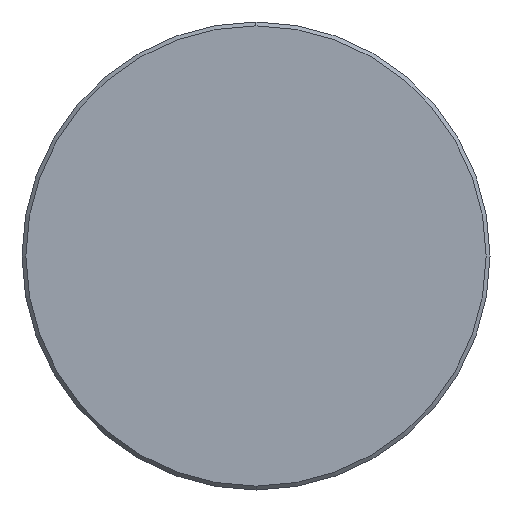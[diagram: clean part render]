
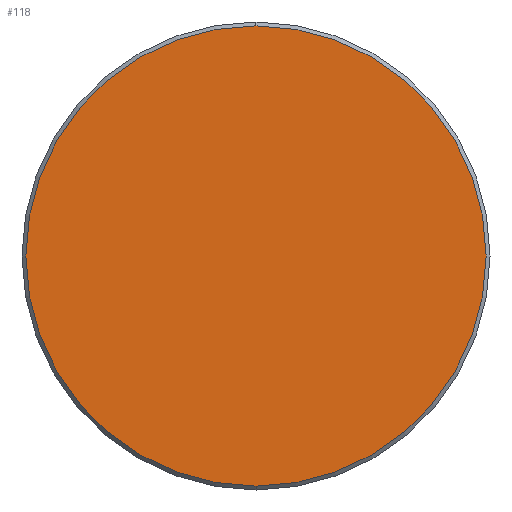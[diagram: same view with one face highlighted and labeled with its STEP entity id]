
A CAD part, left-side view. The second image highlights one B-rep face of the part: STEP entity #118.
In plain terms, the highlighted planar face has unit normal (-1, 0, 0).
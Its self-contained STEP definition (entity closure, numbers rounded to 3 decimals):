
#19 = AXIS2_PLACEMENT_3D ( 'NONE', #409, #163, #120 ) ;
#33 = AXIS2_PLACEMENT_3D ( 'NONE', #114, #544, #169 ) ;
#60 = VERTEX_POINT ( 'NONE', #505 ) ;
#62 = EDGE_CURVE ( 'NONE', #60, #532, #414, .T. ) ;
#97 = CIRCLE ( 'NONE', #240, 17.7 ) ;
#114 = CARTESIAN_POINT ( 'NONE',  ( 0., 0., 0. ) ) ;
#118 = ADVANCED_FACE ( 'NONE', ( #522 ), #549, .F. ) ;
#120 = DIRECTION ( 'NONE',  ( 0., 0., -1. ) ) ;
#121 = EDGE_LOOP ( 'NONE', ( #172, #143 ) ) ;
#125 = CARTESIAN_POINT ( 'NONE',  ( 0., 0., 0. ) ) ;
#137 = EDGE_CURVE ( 'NONE', #532, #60, #97, .T. ) ;
#143 = ORIENTED_EDGE ( 'NONE', *, *, #62, .T. ) ;
#163 = DIRECTION ( 'NONE',  ( 1., 0., 0. ) ) ;
#169 = DIRECTION ( 'NONE',  ( 0., 0., 1. ) ) ;
#172 = ORIENTED_EDGE ( 'NONE', *, *, #137, .T. ) ;
#240 = AXIS2_PLACEMENT_3D ( 'NONE', #125, #384, #513 ) ;
#286 = CARTESIAN_POINT ( 'NONE',  ( 0., 0., -17.7 ) ) ;
#384 = DIRECTION ( 'NONE',  ( -1., 0., 0. ) ) ;
#409 = CARTESIAN_POINT ( 'NONE',  ( 0., 0., 0. ) ) ;
#414 = CIRCLE ( 'NONE', #33, 17.7 ) ;
#505 = CARTESIAN_POINT ( 'NONE',  ( 0., 0., 17.7 ) ) ;
#513 = DIRECTION ( 'NONE',  ( 0., 0., 1. ) ) ;
#522 = FACE_OUTER_BOUND ( 'NONE', #121, .T. ) ;
#532 = VERTEX_POINT ( 'NONE', #286 ) ;
#544 = DIRECTION ( 'NONE',  ( -1., 0., 0. ) ) ;
#549 = PLANE ( 'NONE',  #19 ) ;
